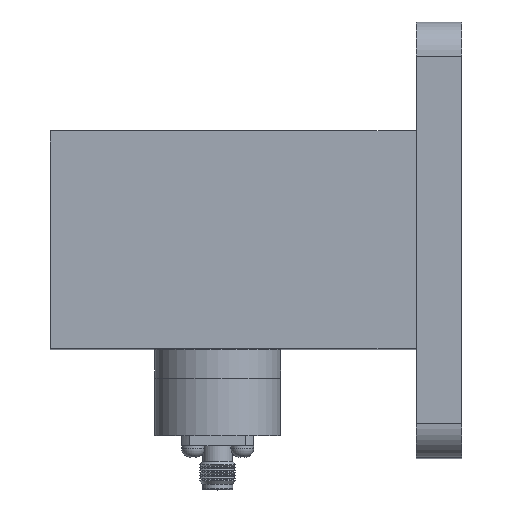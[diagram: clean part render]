
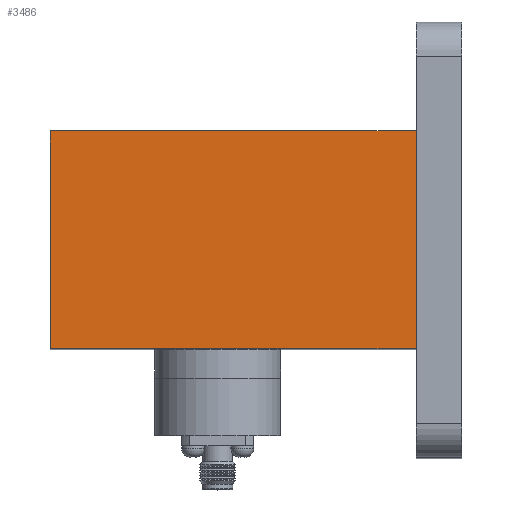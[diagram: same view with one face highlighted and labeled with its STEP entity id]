
A CAD part, top view. The second image highlights one B-rep face of the part: STEP entity #3486.
In plain terms, the highlighted planar face has unit normal (0, 0, 1).
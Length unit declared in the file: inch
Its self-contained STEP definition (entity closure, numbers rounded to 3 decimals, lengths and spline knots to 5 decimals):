
#46 = LINE ( 'NONE', #4098, #1310 ) ;
#96 = ORIENTED_EDGE ( 'NONE', *, *, #2908, .F. ) ;
#181 = CARTESIAN_POINT ( 'NONE',  ( -2.83456, -0.75037, 1.49967 ) ) ;
#200 = DIRECTION ( 'NONE',  ( 1., 0., 0. ) ) ;
#351 = VERTEX_POINT ( 'NONE', #5081 ) ;
#761 = VERTEX_POINT ( 'NONE', #3430 ) ;
#797 = DIRECTION ( 'NONE',  ( 0., 1., 0. ) ) ;
#954 = LINE ( 'NONE', #2942, #3150 ) ;
#1044 = ORIENTED_EDGE ( 'NONE', *, *, #5675, .T. ) ;
#1146 = CARTESIAN_POINT ( 'NONE',  ( -2.83456, 0.75037, 1.49967 ) ) ;
#1189 = DIRECTION ( 'NONE',  ( 1., 0., 0. ) ) ;
#1310 = VECTOR ( 'NONE', #2268, 39.37008 ) ;
#1435 = DIRECTION ( 'NONE',  ( 0., 1., 0. ) ) ;
#1438 = AXIS2_PLACEMENT_3D ( 'NONE', #1146, #3600, #797 ) ;
#1778 = EDGE_LOOP ( 'NONE', ( #4883, #96, #5041, #1044 ) ) ;
#2253 = LINE ( 'NONE', #181, #3501 ) ;
#2268 = DIRECTION ( 'NONE',  ( 0., 1., 0. ) ) ;
#2885 = EDGE_CURVE ( 'NONE', #351, #3892, #954, .T. ) ;
#2908 = EDGE_CURVE ( 'NONE', #3476, #3892, #5330, .T. ) ;
#2942 = CARTESIAN_POINT ( 'NONE',  ( -0.31496, 0.75037, 1.49967 ) ) ;
#3126 = PLANE ( 'NONE',  #1438 ) ;
#3150 = VECTOR ( 'NONE', #1435, 39.37008 ) ;
#3430 = CARTESIAN_POINT ( 'NONE',  ( -2.83456, -0.75037, 1.49967 ) ) ;
#3476 = VERTEX_POINT ( 'NONE', #4416 ) ;
#3486 = ADVANCED_FACE ( 'NONE', ( #4738 ), #3126, .F. ) ;
#3501 = VECTOR ( 'NONE', #200, 39.37008 ) ;
#3600 = DIRECTION ( 'NONE',  ( 0., 0., -1. ) ) ;
#3892 = VERTEX_POINT ( 'NONE', #4218 ) ;
#3986 = CARTESIAN_POINT ( 'NONE',  ( -2.83456, 0.75037, 1.49967 ) ) ;
#4098 = CARTESIAN_POINT ( 'NONE',  ( -2.83456, 0.75037, 1.49967 ) ) ;
#4218 = CARTESIAN_POINT ( 'NONE',  ( -0.31496, 0.75037, 1.49967 ) ) ;
#4231 = VECTOR ( 'NONE', #1189, 39.37008 ) ;
#4416 = CARTESIAN_POINT ( 'NONE',  ( -2.83456, 0.75037, 1.49967 ) ) ;
#4738 = FACE_OUTER_BOUND ( 'NONE', #1778, .T. ) ;
#4742 = EDGE_CURVE ( 'NONE', #761, #3476, #46, .T. ) ;
#4883 = ORIENTED_EDGE ( 'NONE', *, *, #2885, .T. ) ;
#5041 = ORIENTED_EDGE ( 'NONE', *, *, #4742, .F. ) ;
#5081 = CARTESIAN_POINT ( 'NONE',  ( -0.31496, -0.75037, 1.49967 ) ) ;
#5330 = LINE ( 'NONE', #3986, #4231 ) ;
#5675 = EDGE_CURVE ( 'NONE', #761, #351, #2253, .T. ) ;
